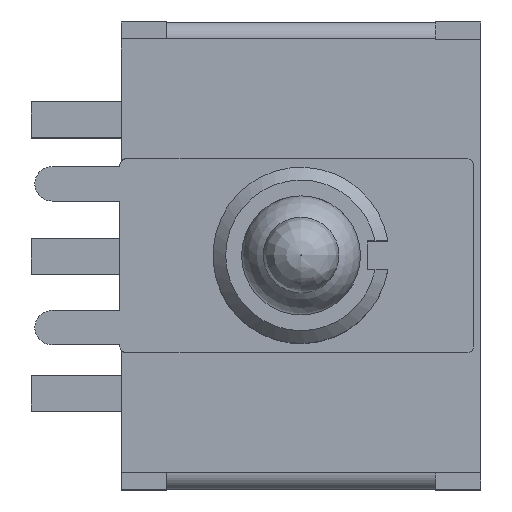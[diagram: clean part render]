
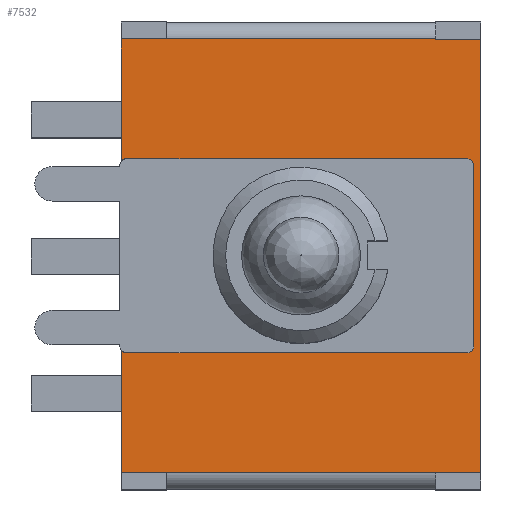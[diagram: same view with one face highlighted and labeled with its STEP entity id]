
A CAD part, top view. The second image highlights one B-rep face of the part: STEP entity #7532.
In plain terms, the highlighted planar face has unit normal (0, 0, 1).
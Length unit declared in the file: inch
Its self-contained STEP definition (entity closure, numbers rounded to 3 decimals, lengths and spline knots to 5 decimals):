
#214=PLANE('',#8048);
#516=FACE_OUTER_BOUND('',#965,.T.);
#965=EDGE_LOOP('',(#5505,#5506,#5507,#5508,#5509,#5510,#5511,#5512,#5513,
#5514,#5515,#5516,#5517,#5518,#5519,#5520,#5521,#5522));
#1542=LINE('',#11470,#2383);
#1544=LINE('',#11475,#2385);
#1546=LINE('',#11479,#2387);
#1548=LINE('',#11482,#2389);
#1551=LINE('',#11489,#2392);
#1553=LINE('',#11494,#2394);
#1558=LINE('',#11504,#2399);
#1560=LINE('',#11507,#2401);
#1562=LINE('',#11513,#2403);
#1571=LINE('',#11532,#2412);
#1572=LINE('',#11537,#2413);
#1573=LINE('',#11541,#2414);
#1574=LINE('',#11545,#2415);
#1575=LINE('',#11548,#2416);
#2383=VECTOR('',#9084,0.3937);
#2385=VECTOR('',#9088,0.3937);
#2387=VECTOR('',#9092,0.3937);
#2389=VECTOR('',#9094,0.3937);
#2392=VECTOR('',#9101,0.3937);
#2394=VECTOR('',#9105,0.3937);
#2399=VECTOR('',#9112,0.3937);
#2401=VECTOR('',#9116,0.3937);
#2403=VECTOR('',#9122,0.3937);
#2412=VECTOR('',#9143,0.3937);
#2413=VECTOR('',#9150,0.3937);
#2414=VECTOR('',#9153,0.3937);
#2415=VECTOR('',#9156,0.3937);
#2416=VECTOR('',#9159,0.3937);
#3055=CIRCLE('',#8049,0.00984);
#3056=CIRCLE('',#8050,0.00984);
#3057=CIRCLE('',#8051,0.00984);
#3058=CIRCLE('',#8052,0.00984);
#3309=VERTEX_POINT('',#11138);
#3312=VERTEX_POINT('',#11145);
#3416=VERTEX_POINT('',#11463);
#3419=VERTEX_POINT('',#11468);
#3421=VERTEX_POINT('',#11473);
#3422=VERTEX_POINT('',#11478);
#3423=VERTEX_POINT('',#11481);
#3425=VERTEX_POINT('',#11487);
#3427=VERTEX_POINT('',#11492);
#3428=VERTEX_POINT('',#11497);
#3431=VERTEX_POINT('',#11502);
#3433=VERTEX_POINT('',#11511);
#3438=VERTEX_POINT('',#11535);
#3439=VERTEX_POINT('',#11538);
#3440=VERTEX_POINT('',#11540);
#3441=VERTEX_POINT('',#11542);
#3442=VERTEX_POINT('',#11544);
#3443=VERTEX_POINT('',#11546);
#4186=EDGE_CURVE('',#3419,#3416,#1542,.T.);
#4188=EDGE_CURVE('',#3309,#3421,#1544,.T.);
#4190=EDGE_CURVE('',#3421,#3422,#1546,.T.);
#4192=EDGE_CURVE('',#3423,#3416,#1548,.T.);
#4196=EDGE_CURVE('',#3419,#3425,#1551,.T.);
#4198=EDGE_CURVE('',#3312,#3427,#1553,.T.);
#4203=EDGE_CURVE('',#3431,#3428,#1558,.T.);
#4205=EDGE_CURVE('',#3427,#3428,#1560,.T.);
#4208=EDGE_CURVE('',#3431,#3433,#1562,.T.);
#4218=EDGE_CURVE('',#3433,#3309,#1571,.T.);
#4220=EDGE_CURVE('',#3423,#3438,#3055,.T.);
#4221=EDGE_CURVE('',#3312,#3425,#1572,.T.);
#4222=EDGE_CURVE('',#3439,#3422,#3056,.T.);
#4223=EDGE_CURVE('',#3440,#3439,#1573,.T.);
#4224=EDGE_CURVE('',#3441,#3440,#3057,.T.);
#4225=EDGE_CURVE('',#3442,#3441,#1574,.T.);
#4226=EDGE_CURVE('',#3443,#3442,#3058,.T.);
#4227=EDGE_CURVE('',#3438,#3443,#1575,.T.);
#5505=ORIENTED_EDGE('',*,*,#4220,.F.);
#5506=ORIENTED_EDGE('',*,*,#4192,.T.);
#5507=ORIENTED_EDGE('',*,*,#4186,.F.);
#5508=ORIENTED_EDGE('',*,*,#4196,.T.);
#5509=ORIENTED_EDGE('',*,*,#4221,.F.);
#5510=ORIENTED_EDGE('',*,*,#4198,.T.);
#5511=ORIENTED_EDGE('',*,*,#4205,.T.);
#5512=ORIENTED_EDGE('',*,*,#4203,.F.);
#5513=ORIENTED_EDGE('',*,*,#4208,.T.);
#5514=ORIENTED_EDGE('',*,*,#4218,.T.);
#5515=ORIENTED_EDGE('',*,*,#4188,.T.);
#5516=ORIENTED_EDGE('',*,*,#4190,.T.);
#5517=ORIENTED_EDGE('',*,*,#4222,.F.);
#5518=ORIENTED_EDGE('',*,*,#4223,.F.);
#5519=ORIENTED_EDGE('',*,*,#4224,.F.);
#5520=ORIENTED_EDGE('',*,*,#4225,.F.);
#5521=ORIENTED_EDGE('',*,*,#4226,.F.);
#5522=ORIENTED_EDGE('',*,*,#4227,.F.);
#7532=ADVANCED_FACE('',(#516),#214,.T.);
#8048=AXIS2_PLACEMENT_3D('',#11534,#9146,#9147);
#8049=AXIS2_PLACEMENT_3D('',#11536,#9148,#9149);
#8050=AXIS2_PLACEMENT_3D('',#11539,#9151,#9152);
#8051=AXIS2_PLACEMENT_3D('',#11543,#9154,#9155);
#8052=AXIS2_PLACEMENT_3D('',#11547,#9157,#9158);
#9084=DIRECTION('',(-1.,0.,0.));
#9088=DIRECTION('',(-1.,0.,0.));
#9092=DIRECTION('',(0.,-1.,0.));
#9094=DIRECTION('',(0.,-1.,0.));
#9101=DIRECTION('',(0.,-1.,0.));
#9105=DIRECTION('',(1.,0.,0.));
#9112=DIRECTION('',(1.,0.,0.));
#9116=DIRECTION('',(0.,1.,0.));
#9122=DIRECTION('',(0.,1.,0.));
#9143=DIRECTION('',(-1.,0.,0.));
#9146=DIRECTION('center_axis',(0.,0.,
1.));
#9147=DIRECTION('ref_axis',(1.,0.,0.));
#9148=DIRECTION('center_axis',(0.,0.,
1.));
#9149=DIRECTION('ref_axis',(-0.707,-0.707,0.));
#9150=DIRECTION('',(-1.,0.,0.));
#9151=DIRECTION('center_axis',(0.,0.,
1.));
#9152=DIRECTION('ref_axis',(-0.707,0.707,0.));
#9153=DIRECTION('',(-1.,0.,0.));
#9154=DIRECTION('center_axis',(0.,0.,
1.));
#9155=DIRECTION('ref_axis',(0.707,0.707,0.));
#9156=DIRECTION('',(0.,1.,0.));
#9157=DIRECTION('center_axis',(0.,0.,
1.));
#9158=DIRECTION('ref_axis',(0.707,-0.707,0.));
#9159=DIRECTION('',(1.,0.,0.));
#11138=CARTESIAN_POINT('',(-0.18701,0.30138,0.41496));
#11145=CARTESIAN_POINT('',(0.18701,-0.30138,0.41496));
#11463=CARTESIAN_POINT('',(-0.25,-0.30098,0.41496));
#11468=CARTESIAN_POINT('',(-0.18701,-0.30098,0.41496));
#11470=CARTESIAN_POINT('',(-0.18701,-0.30098,0.41496));
#11473=CARTESIAN_POINT('',(-0.25,0.30138,0.41496));
#11475=CARTESIAN_POINT('',(-0.18701,0.30138,0.41496));
#11478=CARTESIAN_POINT('',(-0.25,0.1311,0.41496));
#11479=CARTESIAN_POINT('',(-0.25,-0.30098,0.41496));
#11481=CARTESIAN_POINT('',(-0.25,-0.1311,0.41496));
#11482=CARTESIAN_POINT('',(-0.25,-0.30098,0.41496));
#11487=CARTESIAN_POINT('',(-0.18701,-0.30138,0.41496));
#11489=CARTESIAN_POINT('',(-0.18701,-0.30138,0.41496));
#11492=CARTESIAN_POINT('',(0.25,-0.30138,0.41496));
#11494=CARTESIAN_POINT('',(0.18701,-0.30138,0.41496));
#11497=CARTESIAN_POINT('',(0.25,0.30098,0.41496));
#11502=CARTESIAN_POINT('',(0.18701,0.30098,0.41496));
#11504=CARTESIAN_POINT('',(0.18701,0.30098,0.41496));
#11507=CARTESIAN_POINT('',(0.25,0.30098,0.41496));
#11511=CARTESIAN_POINT('',(0.18701,0.30138,0.41496));
#11513=CARTESIAN_POINT('',(0.18701,-0.30138,0.41496));
#11532=CARTESIAN_POINT('',(0.,0.30138,0.41496));
#11534=CARTESIAN_POINT('Origin',(0.,0.30138,
0.41496));
#11535=CARTESIAN_POINT('',(-0.24213,-0.13504,0.41496));
#11536=CARTESIAN_POINT('Origin',(-0.24213,-0.1252,
0.41496));
#11537=CARTESIAN_POINT('',(0.,-0.30138,0.41496));
#11538=CARTESIAN_POINT('',(-0.24213,0.13504,0.41496));
#11539=CARTESIAN_POINT('Origin',(-0.24213,0.1252,0.41496));
#11540=CARTESIAN_POINT('',(0.23031,0.13504,0.41496));
#11541=CARTESIAN_POINT('',(0.24016,0.13504,0.41496));
#11542=CARTESIAN_POINT('',(0.24016,0.1252,0.41496));
#11543=CARTESIAN_POINT('Origin',(0.23031,0.1252,0.41496));
#11544=CARTESIAN_POINT('',(0.24016,-0.1252,0.41496));
#11545=CARTESIAN_POINT('',(0.24016,-0.13504,0.41496));
#11546=CARTESIAN_POINT('',(0.23031,-0.13504,0.41496));
#11547=CARTESIAN_POINT('Origin',(0.23031,-0.1252,0.41496));
#11548=CARTESIAN_POINT('',(-0.25197,-0.13504,0.41496));
